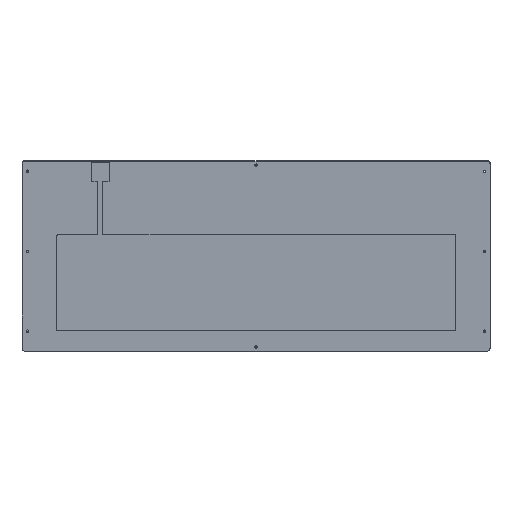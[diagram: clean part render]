
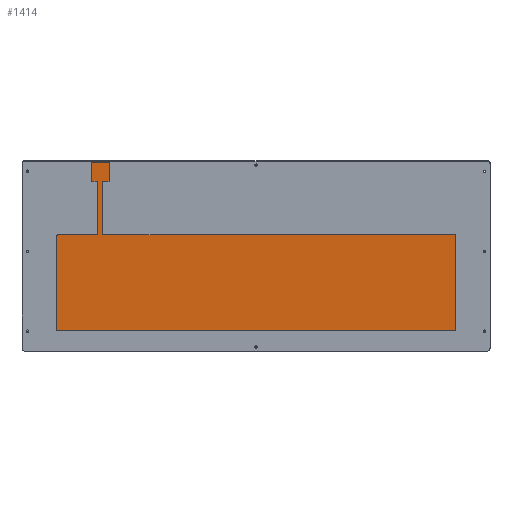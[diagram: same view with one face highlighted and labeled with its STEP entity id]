
A CAD part, top view. The second image highlights one B-rep face of the part: STEP entity #1414.
In plain terms, the highlighted planar face has unit normal (0, -0.079, 0.997).
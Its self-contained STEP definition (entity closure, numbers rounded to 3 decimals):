
#80=PLANE('',#1524);
#118=FACE_OUTER_BOUND('',#208,.T.);
#208=EDGE_LOOP('',(#1004,#1005,#1006,#1007,#1008,#1009,#1010,#1011,#1012,
#1013,#1014,#1015,#1016,#1017,#1018,#1019,#1020,#1021,#1022,#1023,#1024,
#1025,#1026,#1027));
#301=LINE('',#2121,#419);
#320=LINE('',#2207,#438);
#323=LINE('',#2216,#441);
#324=LINE('',#2219,#442);
#325=LINE('',#2223,#443);
#326=LINE('',#2227,#444);
#327=LINE('',#2231,#445);
#328=LINE('',#2234,#446);
#329=LINE('',#2238,#447);
#330=LINE('',#2242,#448);
#331=LINE('',#2246,#449);
#332=LINE('',#2249,#450);
#419=VECTOR('',#1670,10.);
#438=VECTOR('',#1743,10.);
#441=VECTOR('',#1752,10.);
#442=VECTOR('',#1755,10.);
#443=VECTOR('',#1758,10.);
#444=VECTOR('',#1761,10.);
#445=VECTOR('',#1764,10.);
#446=VECTOR('',#1767,10.);
#447=VECTOR('',#1770,10.);
#448=VECTOR('',#1773,10.);
#449=VECTOR('',#1776,10.);
#450=VECTOR('',#1779,10.);
#534=CIRCLE('',#1493,1.);
#550=CIRCLE('',#1520,1.);
#551=CIRCLE('',#1523,0.5);
#552=CIRCLE('',#1525,0.5);
#553=CIRCLE('',#1526,1.);
#554=CIRCLE('',#1527,1.);
#555=CIRCLE('',#1528,1.);
#556=CIRCLE('',#1529,1.);
#557=CIRCLE('',#1530,0.5);
#558=CIRCLE('',#1531,0.5);
#559=CIRCLE('',#1532,1.);
#560=CIRCLE('',#1533,1.);
#596=VERTEX_POINT('',#2111);
#597=VERTEX_POINT('',#2113);
#599=VERTEX_POINT('',#2119);
#637=VERTEX_POINT('',#2199);
#638=VERTEX_POINT('',#2201);
#639=VERTEX_POINT('',#2205);
#640=VERTEX_POINT('',#2209);
#641=VERTEX_POINT('',#2210);
#642=VERTEX_POINT('',#2215);
#643=VERTEX_POINT('',#2217);
#644=VERTEX_POINT('',#2220);
#645=VERTEX_POINT('',#2222);
#646=VERTEX_POINT('',#2224);
#647=VERTEX_POINT('',#2226);
#648=VERTEX_POINT('',#2228);
#649=VERTEX_POINT('',#2230);
#650=VERTEX_POINT('',#2232);
#651=VERTEX_POINT('',#2235);
#652=VERTEX_POINT('',#2237);
#653=VERTEX_POINT('',#2239);
#654=VERTEX_POINT('',#2241);
#655=VERTEX_POINT('',#2243);
#656=VERTEX_POINT('',#2245);
#657=VERTEX_POINT('',#2247);
#734=EDGE_CURVE('',#596,#597,#534,.F.);
#738=EDGE_CURVE('',#596,#599,#301,.T.);
#778=EDGE_CURVE('',#637,#638,#550,.F.);
#781=EDGE_CURVE('',#637,#639,#320,.T.);
#782=EDGE_CURVE('',#640,#641,#551,.T.);
#785=EDGE_CURVE('',#641,#642,#323,.T.);
#786=EDGE_CURVE('',#643,#642,#552,.F.);
#787=EDGE_CURVE('',#643,#638,#324,.T.);
#788=EDGE_CURVE('',#639,#644,#553,.T.);
#789=EDGE_CURVE('',#644,#645,#325,.T.);
#790=EDGE_CURVE('',#645,#646,#554,.T.);
#791=EDGE_CURVE('',#646,#647,#326,.T.);
#792=EDGE_CURVE('',#647,#648,#555,.T.);
#793=EDGE_CURVE('',#648,#649,#327,.T.);
#794=EDGE_CURVE('',#649,#650,#556,.T.);
#795=EDGE_CURVE('',#650,#597,#328,.T.);
#796=EDGE_CURVE('',#651,#599,#557,.F.);
#797=EDGE_CURVE('',#651,#652,#329,.T.);
#798=EDGE_CURVE('',#652,#653,#558,.T.);
#799=EDGE_CURVE('',#654,#653,#330,.T.);
#800=EDGE_CURVE('',#655,#654,#559,.T.);
#801=EDGE_CURVE('',#656,#655,#331,.T.);
#802=EDGE_CURVE('',#657,#656,#560,.T.);
#803=EDGE_CURVE('',#640,#657,#332,.T.);
#1004=ORIENTED_EDGE('',*,*,#782,.T.);
#1005=ORIENTED_EDGE('',*,*,#785,.T.);
#1006=ORIENTED_EDGE('',*,*,#786,.F.);
#1007=ORIENTED_EDGE('',*,*,#787,.T.);
#1008=ORIENTED_EDGE('',*,*,#778,.F.);
#1009=ORIENTED_EDGE('',*,*,#781,.T.);
#1010=ORIENTED_EDGE('',*,*,#788,.T.);
#1011=ORIENTED_EDGE('',*,*,#789,.T.);
#1012=ORIENTED_EDGE('',*,*,#790,.T.);
#1013=ORIENTED_EDGE('',*,*,#791,.T.);
#1014=ORIENTED_EDGE('',*,*,#792,.T.);
#1015=ORIENTED_EDGE('',*,*,#793,.T.);
#1016=ORIENTED_EDGE('',*,*,#794,.T.);
#1017=ORIENTED_EDGE('',*,*,#795,.T.);
#1018=ORIENTED_EDGE('',*,*,#734,.F.);
#1019=ORIENTED_EDGE('',*,*,#738,.T.);
#1020=ORIENTED_EDGE('',*,*,#796,.F.);
#1021=ORIENTED_EDGE('',*,*,#797,.T.);
#1022=ORIENTED_EDGE('',*,*,#798,.T.);
#1023=ORIENTED_EDGE('',*,*,#799,.F.);
#1024=ORIENTED_EDGE('',*,*,#800,.F.);
#1025=ORIENTED_EDGE('',*,*,#801,.F.);
#1026=ORIENTED_EDGE('',*,*,#802,.F.);
#1027=ORIENTED_EDGE('',*,*,#803,.F.);
#1414=ADVANCED_FACE('',(#118),#80,.F.);
#1493=AXIS2_PLACEMENT_3D('',#2114,#1663,#1664);
#1520=AXIS2_PLACEMENT_3D('',#2202,#1737,#1738);
#1523=AXIS2_PLACEMENT_3D('',#2211,#1746,#1747);
#1524=AXIS2_PLACEMENT_3D('',#2214,#1750,#1751);
#1525=AXIS2_PLACEMENT_3D('',#2218,#1753,#1754);
#1526=AXIS2_PLACEMENT_3D('',#2221,#1756,#1757);
#1527=AXIS2_PLACEMENT_3D('',#2225,#1759,#1760);
#1528=AXIS2_PLACEMENT_3D('',#2229,#1762,#1763);
#1529=AXIS2_PLACEMENT_3D('',#2233,#1765,#1766);
#1530=AXIS2_PLACEMENT_3D('',#2236,#1768,#1769);
#1531=AXIS2_PLACEMENT_3D('',#2240,#1771,#1772);
#1532=AXIS2_PLACEMENT_3D('',#2244,#1774,#1775);
#1533=AXIS2_PLACEMENT_3D('',#2248,#1777,#1778);
#1663=DIRECTION('center_axis',(0.,0.078,-0.997));
#1664=DIRECTION('ref_axis',(-0.707,-0.705,-0.055));
#1670=DIRECTION('',(0.,0.997,0.078));
#1737=DIRECTION('center_axis',(0.,0.078,-0.997));
#1738=DIRECTION('ref_axis',(0.707,-0.705,-0.055));
#1743=DIRECTION('',(-1.,0.,0.));
#1746=DIRECTION('center_axis',(0.,-0.078,0.997));
#1747=DIRECTION('ref_axis',(-0.707,-0.705,-0.055));
#1750=DIRECTION('center_axis',(0.,0.078,-0.997));
#1751=DIRECTION('ref_axis',(-1.,0.,0.));
#1752=DIRECTION('',(1.,0.,0.));
#1753=DIRECTION('center_axis',(0.,0.078,-0.997));
#1754=DIRECTION('ref_axis',(0.707,0.705,0.055));
#1755=DIRECTION('',(0.,-0.997,-0.078));
#1756=DIRECTION('center_axis',(0.,-0.078,0.997));
#1757=DIRECTION('ref_axis',(-0.707,0.705,0.055));
#1758=DIRECTION('',(0.,-0.997,-0.078));
#1759=DIRECTION('center_axis',(0.,-0.078,0.997));
#1760=DIRECTION('ref_axis',(-0.707,-0.705,-0.055));
#1761=DIRECTION('',(1.,0.,0.));
#1762=DIRECTION('center_axis',(0.,-0.078,0.997));
#1763=DIRECTION('ref_axis',(0.707,-0.705,-0.055));
#1764=DIRECTION('',(0.,0.997,0.078));
#1765=DIRECTION('center_axis',(0.,-0.078,0.997));
#1766=DIRECTION('ref_axis',(0.707,0.705,0.055));
#1767=DIRECTION('',(-1.,0.,0.));
#1768=DIRECTION('center_axis',(0.,0.078,-0.997));
#1769=DIRECTION('ref_axis',(-0.707,0.705,0.055));
#1770=DIRECTION('',(1.,0.,0.));
#1771=DIRECTION('center_axis',(0.,-0.078,0.997));
#1772=DIRECTION('ref_axis',(0.707,-0.705,-0.055));
#1773=DIRECTION('',(0.,-0.997,-0.078));
#1774=DIRECTION('center_axis',(0.,0.078,-0.997));
#1775=DIRECTION('ref_axis',(0.707,0.705,0.055));
#1776=DIRECTION('',(1.,0.,0.));
#1777=DIRECTION('center_axis',(0.,0.078,-0.997));
#1778=DIRECTION('ref_axis',(-0.707,0.705,0.055));
#1779=DIRECTION('',(0.,0.997,0.078));
#2111=CARTESIAN_POINT('',(-125.324,411.68,116.61));
#2113=CARTESIAN_POINT('',(-124.324,410.683,116.532));
#2114=CARTESIAN_POINT('Origin',(-124.324,411.68,116.61));
#2119=CARTESIAN_POINT('',(-125.324,463.684,120.703));
#2121=CARTESIAN_POINT('',(-125.324,400.002,115.691));
#2199=CARTESIAN_POINT('',(-131.324,410.683,116.532));
#2201=CARTESIAN_POINT('',(-130.324,411.68,116.61));
#2202=CARTESIAN_POINT('Origin',(-131.324,411.68,116.61));
#2205=CARTESIAN_POINT('',(-170.996,410.683,116.532));
#2207=CARTESIAN_POINT('',(-75.047,410.683,116.532));
#2209=CARTESIAN_POINT('',(-137.074,464.682,120.781));
#2210=CARTESIAN_POINT('',(-136.574,464.184,120.742));
#2211=CARTESIAN_POINT('Origin',(-136.574,464.682,120.781));
#2214=CARTESIAN_POINT('Origin',(28.452,362.57,112.745));
#2215=CARTESIAN_POINT('',(-130.824,464.184,120.742));
#2216=CARTESIAN_POINT('',(-54.311,464.184,120.742));
#2217=CARTESIAN_POINT('',(-130.324,463.686,120.703));
#2218=CARTESIAN_POINT('Origin',(-130.824,463.686,120.703));
#2219=CARTESIAN_POINT('',(-130.324,400.094,115.698));
#2220=CARTESIAN_POINT('',(-171.996,409.686,116.453));
#2221=CARTESIAN_POINT('Origin',(-170.996,409.686,116.453));
#2222=CARTESIAN_POINT('',(-171.996,315.674,109.054));
#2223=CARTESIAN_POINT('',(-171.996,334.307,110.521));
#2224=CARTESIAN_POINT('',(-170.996,314.677,108.976));
#2225=CARTESIAN_POINT('Origin',(-170.996,315.674,109.054));
#2226=CARTESIAN_POINT('',(228.15,314.677,108.976));
#2227=CARTESIAN_POINT('',(131.951,314.677,108.976));
#2228=CARTESIAN_POINT('',(229.15,315.674,109.054));
#2229=CARTESIAN_POINT('Origin',(228.15,315.674,109.054));
#2230=CARTESIAN_POINT('',(229.15,409.686,116.453));
#2231=CARTESIAN_POINT('',(229.15,390.834,114.969));
#2232=CARTESIAN_POINT('',(228.15,410.683,116.532));
#2233=CARTESIAN_POINT('Origin',(228.15,409.686,116.453));
#2234=CARTESIAN_POINT('',(-75.047,410.683,116.532));
#2235=CARTESIAN_POINT('',(-124.824,464.183,120.742));
#2236=CARTESIAN_POINT('Origin',(-124.824,463.684,120.703));
#2237=CARTESIAN_POINT('',(-119.074,464.183,120.742));
#2238=CARTESIAN_POINT('',(-45.061,464.183,120.742));
#2239=CARTESIAN_POINT('',(-118.574,464.681,120.781));
#2240=CARTESIAN_POINT('Origin',(-119.074,464.681,120.781));
#2241=CARTESIAN_POINT('',(-118.574,482.498,122.184));
#2242=CARTESIAN_POINT('',(-118.574,443.469,119.112));
#2243=CARTESIAN_POINT('',(-119.574,483.495,122.262));
#2244=CARTESIAN_POINT('Origin',(-119.574,482.498,122.184));
#2245=CARTESIAN_POINT('',(-136.074,483.495,122.262));
#2246=CARTESIAN_POINT('',(-137.287,483.495,122.262));
#2247=CARTESIAN_POINT('',(-137.074,482.498,122.184));
#2248=CARTESIAN_POINT('Origin',(-136.074,482.498,122.184));
#2249=CARTESIAN_POINT('',(-137.074,430.16,118.064));
